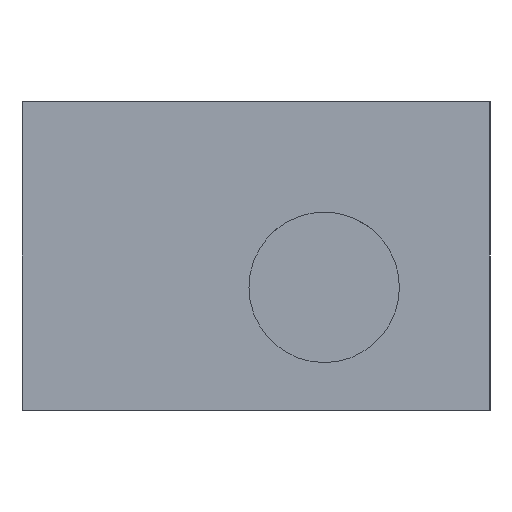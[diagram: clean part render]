
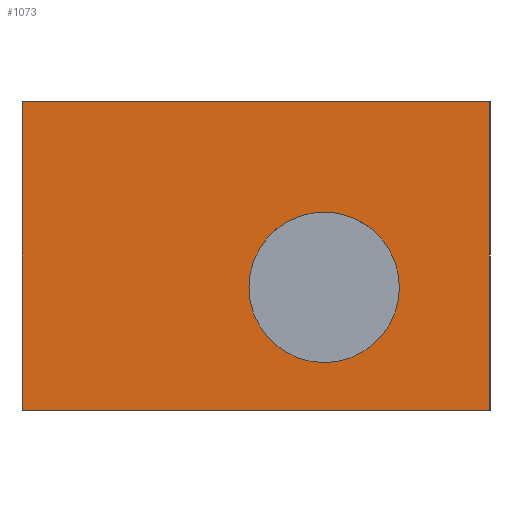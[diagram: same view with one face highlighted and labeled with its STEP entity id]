
A CAD part, left-side view. The second image highlights one B-rep face of the part: STEP entity #1073.
In plain terms, the highlighted planar face has unit normal (-1, 0, 0).
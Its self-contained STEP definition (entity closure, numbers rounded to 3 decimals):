
#33 = LINE ( 'NONE', #575, #1598 ) ;
#87 = CARTESIAN_POINT ( 'NONE',  ( -57.15, -11.1, 7.8 ) ) ;
#112 = DIRECTION ( 'NONE',  ( -1., 0., 0. ) ) ;
#125 = CARTESIAN_POINT ( 'NONE',  ( -57.15, 38.1, 50.3 ) ) ;
#244 = VERTEX_POINT ( 'NONE', #87 ) ;
#261 = FACE_BOUND ( 'NONE', #420, .T. ) ;
#333 = CARTESIAN_POINT ( 'NONE',  ( -57.15, 38.1, 0. ) ) ;
#336 = CARTESIAN_POINT ( 'NONE',  ( -57.15, -11.1, 20.05 ) ) ;
#348 = VERTEX_POINT ( 'NONE', #1719 ) ;
#395 = LINE ( 'NONE', #951, #981 ) ;
#420 = EDGE_LOOP ( 'NONE', ( #1180, #801 ) ) ;
#442 = LINE ( 'NONE', #1001, #661 ) ;
#497 = CIRCLE ( 'NONE', #1519, 12.25 ) ;
#514 = AXIS2_PLACEMENT_3D ( 'NONE', #125, #663, #1226 ) ;
#535 = EDGE_CURVE ( 'NONE', #1223, #844, #33, .T. ) ;
#575 = CARTESIAN_POINT ( 'NONE',  ( -57.15, 38.1, 0. ) ) ;
#586 = AXIS2_PLACEMENT_3D ( 'NONE', #336, #887, #1449 ) ;
#588 = LINE ( 'NONE', #1159, #1753 ) ;
#614 = EDGE_CURVE ( 'NONE', #1787, #244, #1379, .T. ) ;
#640 = CARTESIAN_POINT ( 'NONE',  ( -57.15, -38.1, 0. ) ) ;
#648 = DIRECTION ( 'NONE',  ( 0., 0., 1. ) ) ;
#661 = VECTOR ( 'NONE', #1559, 1000. ) ;
#663 = DIRECTION ( 'NONE',  ( 1., 0., 0. ) ) ;
#787 = ORIENTED_EDGE ( 'NONE', *, *, #535, .T. ) ;
#792 = CARTESIAN_POINT ( 'NONE',  ( -57.15, -11.1, 32.3 ) ) ;
#801 = ORIENTED_EDGE ( 'NONE', *, *, #1551, .F. ) ;
#806 = FACE_OUTER_BOUND ( 'NONE', #1651, .T. ) ;
#844 = VERTEX_POINT ( 'NONE', #640 ) ;
#887 = DIRECTION ( 'NONE',  ( -1., 0., 0. ) ) ;
#947 = ORIENTED_EDGE ( 'NONE', *, *, #1085, .F. ) ;
#951 = CARTESIAN_POINT ( 'NONE',  ( -57.15, 38.1, 50.3 ) ) ;
#969 = ORIENTED_EDGE ( 'NONE', *, *, #1407, .T. ) ;
#978 = EDGE_CURVE ( 'NONE', #348, #844, #588, .T. ) ;
#981 = VECTOR ( 'NONE', #1512, 1000. ) ;
#1001 = CARTESIAN_POINT ( 'NONE',  ( -57.15, 38.1, 50.3 ) ) ;
#1022 = CARTESIAN_POINT ( 'NONE',  ( -57.15, 38.1, 50.3 ) ) ;
#1067 = ORIENTED_EDGE ( 'NONE', *, *, #978, .F. ) ;
#1073 = ADVANCED_FACE ( 'NONE', ( #261, #806 ), #1361, .F. ) ;
#1085 = EDGE_CURVE ( 'NONE', #1489, #348, #395, .T. ) ;
#1145 = DIRECTION ( 'NONE',  ( 0., -1., 0. ) ) ;
#1159 = CARTESIAN_POINT ( 'NONE',  ( -57.15, -38.1, 50.3 ) ) ;
#1180 = ORIENTED_EDGE ( 'NONE', *, *, #614, .F. ) ;
#1223 = VERTEX_POINT ( 'NONE', #333 ) ;
#1226 = DIRECTION ( 'NONE',  ( 0., 0., -1. ) ) ;
#1349 = CARTESIAN_POINT ( 'NONE',  ( -57.15, -11.1, 20.05 ) ) ;
#1361 = PLANE ( 'NONE',  #514 ) ;
#1379 = CIRCLE ( 'NONE', #586, 12.25 ) ;
#1407 = EDGE_CURVE ( 'NONE', #1489, #1223, #442, .T. ) ;
#1449 = DIRECTION ( 'NONE',  ( 0., 0., 1. ) ) ;
#1489 = VERTEX_POINT ( 'NONE', #1022 ) ;
#1512 = DIRECTION ( 'NONE',  ( 0., -1., 0. ) ) ;
#1519 = AXIS2_PLACEMENT_3D ( 'NONE', #1349, #112, #648 ) ;
#1551 = EDGE_CURVE ( 'NONE', #244, #1787, #497, .T. ) ;
#1559 = DIRECTION ( 'NONE',  ( 0., 0., -1. ) ) ;
#1598 = VECTOR ( 'NONE', #1145, 1000. ) ;
#1651 = EDGE_LOOP ( 'NONE', ( #787, #1067, #947, #969 ) ) ;
#1714 = DIRECTION ( 'NONE',  ( 0., 0., -1. ) ) ;
#1719 = CARTESIAN_POINT ( 'NONE',  ( -57.15, -38.1, 50.3 ) ) ;
#1753 = VECTOR ( 'NONE', #1714, 1000. ) ;
#1787 = VERTEX_POINT ( 'NONE', #792 ) ;
